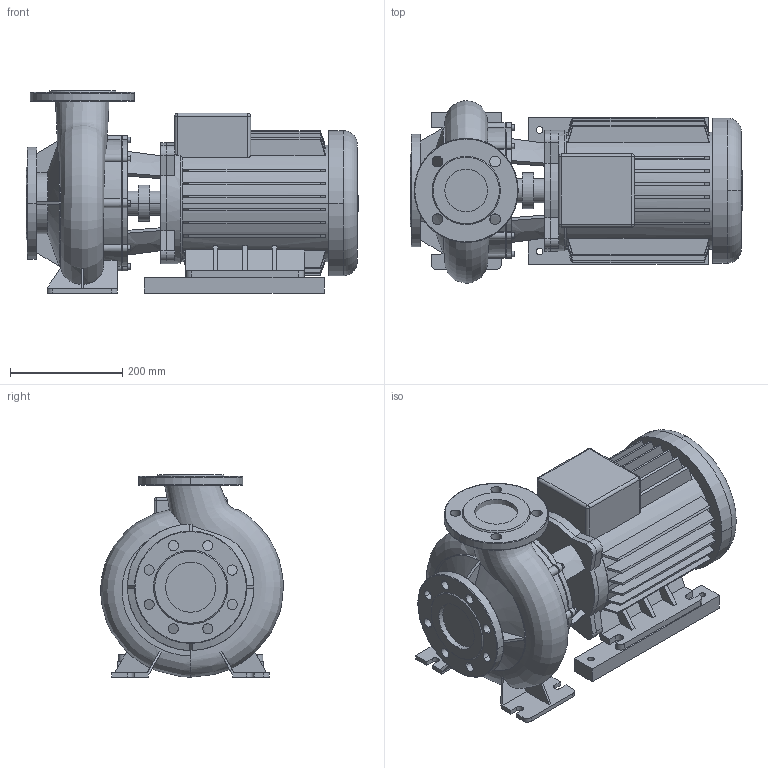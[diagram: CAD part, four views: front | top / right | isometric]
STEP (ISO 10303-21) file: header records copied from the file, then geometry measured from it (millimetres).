
FILE_DESCRIPTION((''),'2;1');
FILE_NAME('3d_BM65_160-11_2-2103515.stp','2011-01-26T14:45:29',(''),(''),'Mechanical Desktop 2008','Mechanical Desktop 2008',', , ');
FILE_SCHEMA(('CONFIG_CONTROL_DESIGN'));
Length unit declared in the file: millimetre
Products named in the file (1): Product
Bounding box: 590.5 x 325.11 x 360 mm (x, y, z)
Volume: 25449381.7 mm3; surface area: 1531424.4 mm2
Topology: 12 solids, 12 shells, 670 faces, 1745 edges, 1138 vertices
Faces by surface type: plane 317, bspline 166, cylinder 132, cone 45, torus 6, sphere 4
Entity records: 29758 total; most frequent: CARTESIAN_POINT 13878, ORIENTED_EDGE 3482, DIRECTION 2973, EDGE_CURVE 1741, VERTEX_POINT 1138, VECTOR 1031, LINE 1031, AXIS2_PLACEMENT_3D 971
